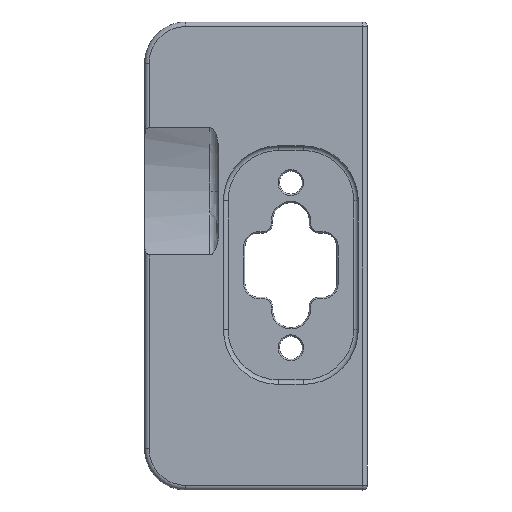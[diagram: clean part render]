
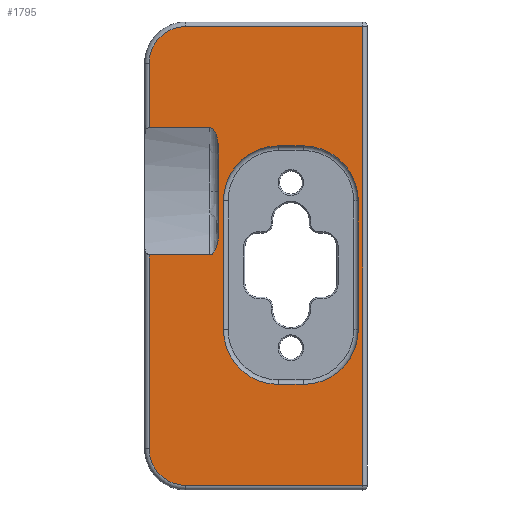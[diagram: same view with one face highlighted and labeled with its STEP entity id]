
A CAD part, top view. The second image highlights one B-rep face of the part: STEP entity #1795.
In plain terms, the highlighted planar face has unit normal (0, 0, 1).
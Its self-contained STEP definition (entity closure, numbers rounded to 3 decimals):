
#48=B_SPLINE_CURVE_WITH_KNOTS('',3,(#2855,#2856,#2857,#2858,#2859,#2860,
#2861,#2862,#2863,#2864,#2865,#2866,#2867,#2868),.UNSPECIFIED.,.F.,.F.,
(4,2,2,2,2,2,4),(-2.062,-2.05,-2.036,-1.993,
-1.916,-1.745,-1.745),.UNSPECIFIED.);
#49=B_SPLINE_CURVE_WITH_KNOTS('',3,(#2872,#2873,#2874,#2875,#2876,#2877,
#2878,#2879,#2880,#2881,#2882,#2883,#2884,#2885),.UNSPECIFIED.,.F.,.F.,
(4,2,2,2,2,2,4),(-1.005,-1.004,-0.834,
-0.756,-0.713,-0.699,-0.687),
 .UNSPECIFIED.);
#88=FACE_BOUND('',#222,.T.);
#104=FACE_OUTER_BOUND('',#221,.T.);
#221=EDGE_LOOP('',(#1275,#1276,#1277,#1278,#1279,#1280,#1281,#1282,#1283,
#1284,#1285,#1286));
#222=EDGE_LOOP('',(#1287,#1288,#1289,#1290,#1291,#1292,#1293,#1294));
#355=LINE('',#2826,#523);
#363=LINE('',#2847,#531);
#364=LINE('',#2851,#532);
#365=LINE('',#2853,#533);
#366=LINE('',#2870,#534);
#367=LINE('',#2887,#535);
#368=LINE('',#2889,#536);
#369=LINE('',#2892,#537);
#370=LINE('',#2895,#538);
#371=LINE('',#2899,#539);
#372=LINE('',#2903,#540);
#373=LINE('',#2907,#541);
#523=VECTOR('',#2216,10.);
#531=VECTOR('',#2240,10.);
#532=VECTOR('',#2243,10.);
#533=VECTOR('',#2244,10.);
#534=VECTOR('',#2245,10.);
#535=VECTOR('',#2246,10.);
#536=VECTOR('',#2247,10.);
#537=VECTOR('',#2250,10.);
#538=VECTOR('',#2251,10.);
#539=VECTOR('',#2254,10.);
#540=VECTOR('',#2257,10.);
#541=VECTOR('',#2260,10.);
#689=CIRCLE('',#1950,4.);
#690=CIRCLE('',#1951,4.);
#691=CIRCLE('',#1952,6.);
#692=CIRCLE('',#1953,6.);
#693=CIRCLE('',#1954,6.);
#694=CIRCLE('',#1955,6.);
#806=VERTEX_POINT('',#2823);
#807=VERTEX_POINT('',#2825);
#812=VERTEX_POINT('',#2846);
#813=VERTEX_POINT('',#2848);
#814=VERTEX_POINT('',#2850);
#815=VERTEX_POINT('',#2852);
#816=VERTEX_POINT('',#2854);
#817=VERTEX_POINT('',#2869);
#818=VERTEX_POINT('',#2871);
#819=VERTEX_POINT('',#2886);
#820=VERTEX_POINT('',#2888);
#821=VERTEX_POINT('',#2890);
#822=VERTEX_POINT('',#2893);
#823=VERTEX_POINT('',#2894);
#824=VERTEX_POINT('',#2896);
#825=VERTEX_POINT('',#2898);
#826=VERTEX_POINT('',#2900);
#827=VERTEX_POINT('',#2902);
#828=VERTEX_POINT('',#2904);
#829=VERTEX_POINT('',#2906);
#973=EDGE_CURVE('',#806,#807,#355,.T.);
#984=EDGE_CURVE('',#806,#812,#363,.T.);
#985=EDGE_CURVE('',#812,#813,#689,.T.);
#986=EDGE_CURVE('',#813,#814,#364,.T.);
#987=EDGE_CURVE('',#814,#815,#365,.T.);
#988=EDGE_CURVE('',#815,#816,#48,.T.);
#989=EDGE_CURVE('',#816,#817,#366,.T.);
#990=EDGE_CURVE('',#817,#818,#49,.T.);
#991=EDGE_CURVE('',#818,#819,#367,.T.);
#992=EDGE_CURVE('',#819,#820,#368,.T.);
#993=EDGE_CURVE('',#820,#821,#690,.T.);
#994=EDGE_CURVE('',#821,#807,#369,.T.);
#995=EDGE_CURVE('',#822,#823,#370,.T.);
#996=EDGE_CURVE('',#823,#824,#691,.T.);
#997=EDGE_CURVE('',#824,#825,#371,.T.);
#998=EDGE_CURVE('',#825,#826,#692,.T.);
#999=EDGE_CURVE('',#826,#827,#372,.T.);
#1000=EDGE_CURVE('',#827,#828,#693,.T.);
#1001=EDGE_CURVE('',#828,#829,#373,.T.);
#1002=EDGE_CURVE('',#829,#822,#694,.T.);
#1275=ORIENTED_EDGE('',*,*,#973,.F.);
#1276=ORIENTED_EDGE('',*,*,#984,.T.);
#1277=ORIENTED_EDGE('',*,*,#985,.T.);
#1278=ORIENTED_EDGE('',*,*,#986,.T.);
#1279=ORIENTED_EDGE('',*,*,#987,.T.);
#1280=ORIENTED_EDGE('',*,*,#988,.T.);
#1281=ORIENTED_EDGE('',*,*,#989,.T.);
#1282=ORIENTED_EDGE('',*,*,#990,.T.);
#1283=ORIENTED_EDGE('',*,*,#991,.T.);
#1284=ORIENTED_EDGE('',*,*,#992,.T.);
#1285=ORIENTED_EDGE('',*,*,#993,.T.);
#1286=ORIENTED_EDGE('',*,*,#994,.T.);
#1287=ORIENTED_EDGE('',*,*,#995,.T.);
#1288=ORIENTED_EDGE('',*,*,#996,.T.);
#1289=ORIENTED_EDGE('',*,*,#997,.T.);
#1290=ORIENTED_EDGE('',*,*,#998,.T.);
#1291=ORIENTED_EDGE('',*,*,#999,.T.);
#1292=ORIENTED_EDGE('',*,*,#1000,.T.);
#1293=ORIENTED_EDGE('',*,*,#1001,.T.);
#1294=ORIENTED_EDGE('',*,*,#1002,.T.);
#1740=PLANE('',#1949);
#1795=ADVANCED_FACE('',(#104,#88),#1740,.T.);
#1949=AXIS2_PLACEMENT_3D('',#2845,#2238,#2239);
#1950=AXIS2_PLACEMENT_3D('',#2849,#2241,#2242);
#1951=AXIS2_PLACEMENT_3D('',#2891,#2248,#2249);
#1952=AXIS2_PLACEMENT_3D('',#2897,#2252,#2253);
#1953=AXIS2_PLACEMENT_3D('',#2901,#2255,#2256);
#1954=AXIS2_PLACEMENT_3D('',#2905,#2258,#2259);
#1955=AXIS2_PLACEMENT_3D('',#2908,#2261,#2262);
#2216=DIRECTION('',(0.,-1.,0.));
#2238=DIRECTION('center_axis',(0.,0.,1.));
#2239=DIRECTION('ref_axis',(-1.,0.,0.));
#2240=DIRECTION('',(-1.,0.,0.));
#2241=DIRECTION('center_axis',(0.,0.,
1.));
#2242=DIRECTION('ref_axis',(-1.,0.,0.));
#2243=DIRECTION('',(0.,-1.,0.));
#2244=DIRECTION('',(1.,0.,0.));
#2245=DIRECTION('',(0.,-1.,0.));
#2246=DIRECTION('',(-1.,0.,0.));
#2247=DIRECTION('',(0.,-1.,0.));
#2248=DIRECTION('center_axis',(0.,0.,
1.));
#2249=DIRECTION('ref_axis',(0.,-1.,0.));
#2250=DIRECTION('',(1.,0.,0.));
#2251=DIRECTION('',(1.,0.,0.));
#2252=DIRECTION('center_axis',(0.,0.,
-1.));
#2253=DIRECTION('ref_axis',(1.,0.,0.));
#2254=DIRECTION('',(0.,-1.,0.));
#2255=DIRECTION('center_axis',(0.,0.,
-1.));
#2256=DIRECTION('ref_axis',(0.,-1.,0.));
#2257=DIRECTION('',(-1.,0.,0.));
#2258=DIRECTION('center_axis',(0.,0.,
-1.));
#2259=DIRECTION('ref_axis',(-1.,0.,0.));
#2260=DIRECTION('',(0.,1.,0.));
#2261=DIRECTION('center_axis',(0.,0.,
-1.));
#2262=DIRECTION('ref_axis',(0.,1.,0.));
#2823=CARTESIAN_POINT('',(-488.085,32.821,14.619));
#2825=CARTESIAN_POINT('',(-488.085,-17.179,14.619));
#2826=CARTESIAN_POINT('',(-488.085,22.822,14.619));
#2845=CARTESIAN_POINT('Origin',(-133.591,37.821,14.619));
#2846=CARTESIAN_POINT('',(-507.385,32.821,14.619));
#2847=CARTESIAN_POINT('',(-477.647,32.821,14.619));
#2848=CARTESIAN_POINT('',(-511.385,28.821,14.619));
#2849=CARTESIAN_POINT('Origin',(-507.385,28.821,14.619));
#2850=CARTESIAN_POINT('',(-511.385,21.814,14.619));
#2851=CARTESIAN_POINT('',(-511.385,28.821,14.619));
#2852=CARTESIAN_POINT('',(-504.785,21.814,14.619));
#2853=CARTESIAN_POINT('',(-511.385,21.814,14.619));
#2854=CARTESIAN_POINT('',(-503.785,18.816,14.619));
#2855=CARTESIAN_POINT('Ctrl Pts',(-504.785,21.814,14.619));
#2856=CARTESIAN_POINT('Ctrl Pts',(-504.745,21.814,14.619));
#2857=CARTESIAN_POINT('Ctrl Pts',(-504.697,21.806,14.619));
#2858=CARTESIAN_POINT('Ctrl Pts',(-504.615,21.781,14.619));
#2859=CARTESIAN_POINT('Ctrl Pts',(-504.565,21.756,14.619));
#2860=CARTESIAN_POINT('Ctrl Pts',(-504.407,21.652,14.619));
#2861=CARTESIAN_POINT('Ctrl Pts',(-504.302,21.518,14.619));
#2862=CARTESIAN_POINT('Ctrl Pts',(-504.099,21.172,14.619));
#2863=CARTESIAN_POINT('Ctrl Pts',(-504.005,20.877,14.619));
#2864=CARTESIAN_POINT('Ctrl Pts',(-503.82,20.069,14.619));
#2865=CARTESIAN_POINT('Ctrl Pts',(-503.785,19.387,14.619));
#2866=CARTESIAN_POINT('Ctrl Pts',(-503.785,18.816,14.619));
#2867=CARTESIAN_POINT('Ctrl Pts',(-503.785,18.816,14.619));
#2868=CARTESIAN_POINT('Ctrl Pts',(-503.785,18.816,14.619));
#2869=CARTESIAN_POINT('',(-503.785,10.927,14.619));
#2870=CARTESIAN_POINT('',(-503.785,18.816,14.619));
#2871=CARTESIAN_POINT('',(-504.785,7.929,14.619));
#2872=CARTESIAN_POINT('Ctrl Pts',(-503.785,10.927,14.619));
#2873=CARTESIAN_POINT('Ctrl Pts',(-503.785,10.927,14.619));
#2874=CARTESIAN_POINT('Ctrl Pts',(-503.785,10.926,14.619));
#2875=CARTESIAN_POINT('Ctrl Pts',(-503.785,10.356,14.619));
#2876=CARTESIAN_POINT('Ctrl Pts',(-503.82,9.673,14.619));
#2877=CARTESIAN_POINT('Ctrl Pts',(-504.005,8.866,14.619));
#2878=CARTESIAN_POINT('Ctrl Pts',(-504.099,8.571,14.619));
#2879=CARTESIAN_POINT('Ctrl Pts',(-504.302,8.225,14.619));
#2880=CARTESIAN_POINT('Ctrl Pts',(-504.407,8.09,14.619));
#2881=CARTESIAN_POINT('Ctrl Pts',(-504.565,7.987,14.619));
#2882=CARTESIAN_POINT('Ctrl Pts',(-504.615,7.962,14.619));
#2883=CARTESIAN_POINT('Ctrl Pts',(-504.697,7.937,14.619));
#2884=CARTESIAN_POINT('Ctrl Pts',(-504.745,7.929,14.619));
#2885=CARTESIAN_POINT('Ctrl Pts',(-504.785,7.929,14.619));
#2886=CARTESIAN_POINT('',(-511.385,7.929,14.619));
#2887=CARTESIAN_POINT('',(-504.785,7.929,14.619));
#2888=CARTESIAN_POINT('',(-511.385,-13.179,14.619));
#2889=CARTESIAN_POINT('',(-511.385,7.929,14.619));
#2890=CARTESIAN_POINT('',(-507.385,-17.179,14.619));
#2891=CARTESIAN_POINT('Origin',(-507.385,-13.179,14.619));
#2892=CARTESIAN_POINT('',(-507.385,-17.179,14.619));
#2893=CARTESIAN_POINT('',(-497.285,19.821,14.619));
#2894=CARTESIAN_POINT('',(-494.585,19.821,14.619));
#2895=CARTESIAN_POINT('',(-497.285,19.821,14.619));
#2896=CARTESIAN_POINT('',(-488.585,13.821,14.619));
#2897=CARTESIAN_POINT('Origin',(-494.585,13.821,14.619));
#2898=CARTESIAN_POINT('',(-488.585,-0.179,14.619));
#2899=CARTESIAN_POINT('',(-488.585,13.821,14.619));
#2900=CARTESIAN_POINT('',(-494.585,-6.179,14.619));
#2901=CARTESIAN_POINT('Origin',(-494.585,-0.179,14.619));
#2902=CARTESIAN_POINT('',(-497.285,-6.179,14.619));
#2903=CARTESIAN_POINT('',(-494.585,-6.179,14.619));
#2904=CARTESIAN_POINT('',(-503.285,-0.179,14.619));
#2905=CARTESIAN_POINT('Origin',(-497.285,-0.179,14.619));
#2906=CARTESIAN_POINT('',(-503.285,13.821,14.619));
#2907=CARTESIAN_POINT('',(-503.285,-0.179,14.619));
#2908=CARTESIAN_POINT('Origin',(-497.285,13.821,14.619));
